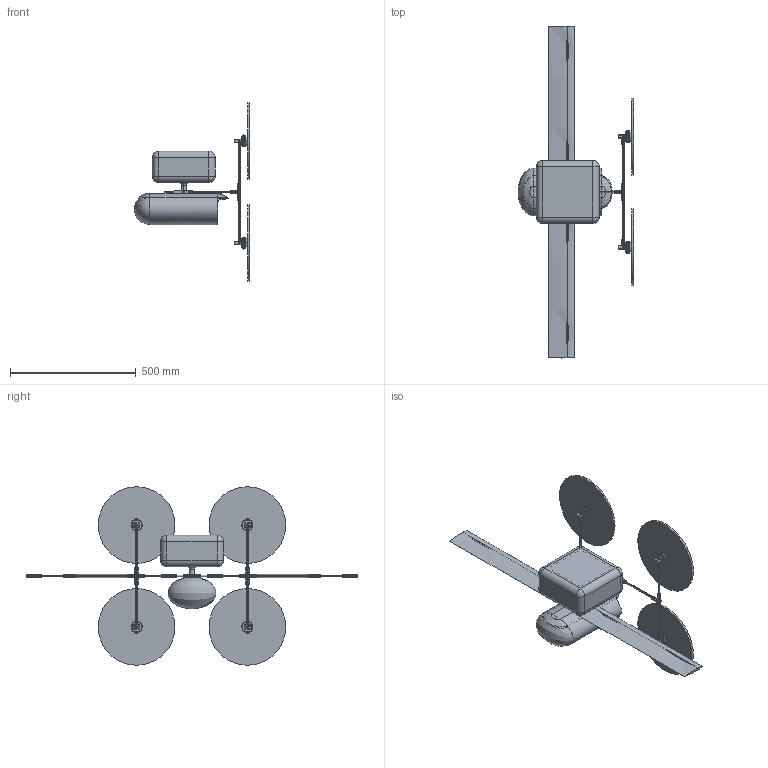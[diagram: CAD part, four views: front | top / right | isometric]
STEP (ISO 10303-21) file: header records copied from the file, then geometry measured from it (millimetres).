
FILE_DESCRIPTION((''),'2;1');
FILE_NAME('UAV_ASM','2022-11-12T16:36:52',('umesh'),(''),'CREO PARAMETRIC BY PTC INC, 2019352','CREO PARAMETRIC BY PTC INC, 2019352','');
FILE_SCHEMA(('CONFIG_CONTROL_DESIGN'));
Length unit declared in the file: millimetre
Products named in the file (40): ORIENT; MAIN_HUB; WING_TUBE_L; WING_L; FORWARD_TUBE; FORWARD_HUB; FRONT_HORIZ_TUBE_R; FRONT_HUB_R; FRONT_VERT_UPPER_TUBE_R; FRONT_FLANGE_UPPER_R; FRONT_UPPER_R_MOTOR; FRONT_UPPER_R_PROP; FRONT_VERT_LOWER_TUBE_R; FRONT_FLANGE_LOWER_R; FRONT_LOWER_R_MOTOR; FRONT_LOWER_R_PROP; FRONT_HORIZ_TUBE_L; FRONT_HUB_L; FRONT_VERT_UPPER_TUBE_L; FRONT_FLANGE_UPPER_L; FRONT_UPPER_L_MOTOR; FRONT_UPPER_L_PROP; FRONT_VERT_LOWER_TUBE_L; FRONT_FLANGE_LOWER_L; FRONT_LOWER_L_MOTOR; FRONT_LOWER_L_PROP; CARGO_CASE; CARGO; WING_TUBE_R; WING_R; FUSELAGE; RPMTEMP; VOLTAGE; CURRENT; VARIOMETER; AUTOPILOT; BATTERY_1; GPS; BATTERY_2; UAV_ASM
Assembly tree (39 placements, depth 2):
  UAV_ASM
    ORIENT
    MAIN_HUB
    WING_TUBE_L
    WING_L
    FORWARD_TUBE
    FORWARD_HUB
    FRONT_HORIZ_TUBE_R
    FRONT_HUB_R
    FRONT_VERT_UPPER_TUBE_R
    FRONT_FLANGE_UPPER_R
    FRONT_UPPER_R_MOTOR
    FRONT_UPPER_R_PROP
    FRONT_VERT_LOWER_TUBE_R
    FRONT_FLANGE_LOWER_R
    FRONT_LOWER_R_MOTOR
    FRONT_LOWER_R_PROP
    FRONT_HORIZ_TUBE_L
    FRONT_HUB_L
    FRONT_VERT_UPPER_TUBE_L
    FRONT_FLANGE_UPPER_L
    FRONT_UPPER_L_MOTOR
    FRONT_UPPER_L_PROP
    FRONT_VERT_LOWER_TUBE_L
    FRONT_FLANGE_LOWER_L
    FRONT_LOWER_L_MOTOR
    FRONT_LOWER_L_PROP
    CARGO_CASE
    CARGO
    WING_TUBE_R
    WING_R
    FUSELAGE
    RPMTEMP
    VOLTAGE
    CURRENT
    VARIOMETER
    AUTOPILOT
    BATTERY_1
    GPS
    BATTERY_2
Bounding box: 460.65 x 1320.32 x 709.88 mm (x, y, z)
Volume: 19574498.8 mm3; surface area: 2279166 mm2
Topology: 51 solids, 55 shells, 917 faces, 2013 edges, 1230 vertices
Faces by surface type: cylinder 452, plane 330, sphere 88, torus 18, cone 16, revolution 6, bspline 4, extrusion 3
Entity records: 27826 total; most frequent: CARTESIAN_POINT 6523, DIRECTION 4623, ORIENTED_EDGE 4020, EDGE_CURVE 2010, AXIS2_PLACEMENT_3D 1774, VERTEX_POINT 1230, VECTOR 1069, LINE 1066
